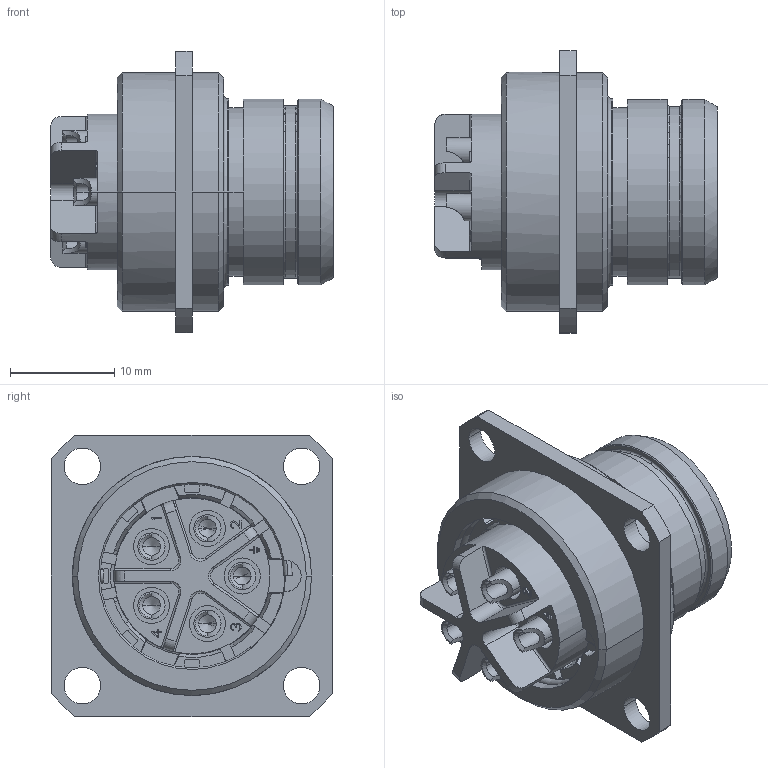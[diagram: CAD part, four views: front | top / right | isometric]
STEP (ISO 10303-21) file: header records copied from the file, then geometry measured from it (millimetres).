
FILE_DESCRIPTION((''),'2;1');
FILE_NAME('1331E295FZ','2024-07-19T10:48:26',('paultorloting'),('NET AG system integration'),'CREO PARAMETRIC BY PTC INC, 2021404','CREO PARAMETRIC BY PTC INC, 2021404','');
FILE_SCHEMA(('AUTOMOTIVE_DESIGN { 1 0 10303 214 1 1 1 1 }'));
Length unit declared in the file: millimetre
Products named in the file (1): 1331E295FZ
Bounding box: 27.05 x 27 x 27 mm (x, y, z)
Volume: 6093 mm3; surface area: 7198.3 mm2
Topology: 1 solids, 1 shells, 788 faces, 2062 edges, 1346 vertices
Faces by surface type: plane 457, cylinder 193, cone 79, torus 56, bspline 3
Entity records: 28135 total; most frequent: CARTESIAN_POINT 5135, DIRECTION 4105, ORIENTED_EDGE 4104, EDGE_CURVE 2052, AXIS2_PLACEMENT_3D 1390, VERTEX_POINT 1346, VECTOR 1322, LINE 1322
